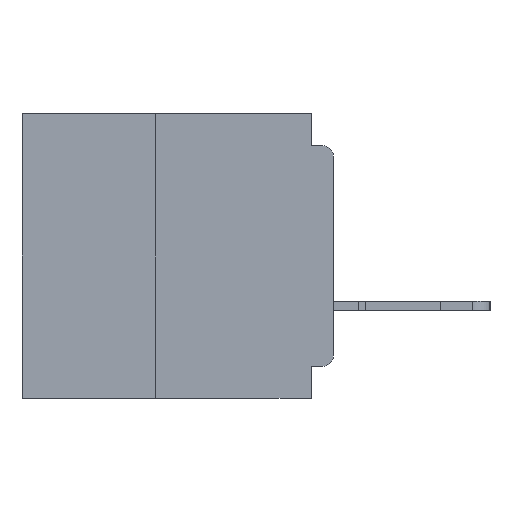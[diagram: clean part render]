
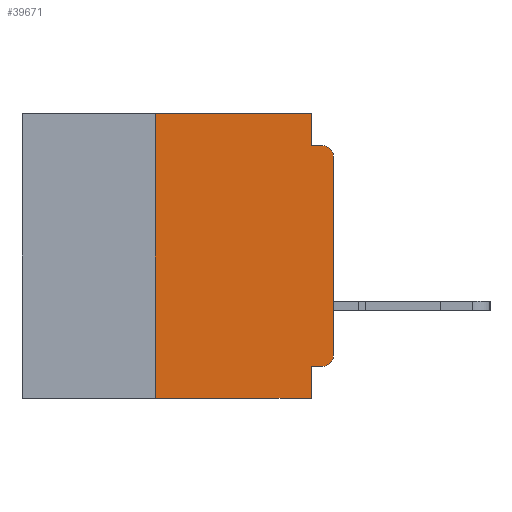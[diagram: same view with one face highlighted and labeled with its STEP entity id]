
A CAD part, left-side view. The second image highlights one B-rep face of the part: STEP entity #39671.
In plain terms, the highlighted planar face has unit normal (-1, 0, 0).
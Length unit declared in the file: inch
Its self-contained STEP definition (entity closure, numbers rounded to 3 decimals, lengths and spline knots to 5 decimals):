
#28 = FACE_OUTER_BOUND ( 'NONE', #20516, .T. ) ;
#395 = VECTOR ( 'NONE', #46865, 39.37008 ) ;
#1532 = PLANE ( 'NONE',  #26322 ) ;
#2709 = CARTESIAN_POINT ( 'NONE',  ( 0., 0.015, -0.355 ) ) ;
#3079 = CARTESIAN_POINT ( 'NONE',  ( 0., 0.25, -0.4 ) ) ;
#3205 = EDGE_CURVE ( 'NONE', #54959, #60447, #54574, .T. ) ;
#4567 = CARTESIAN_POINT ( 'NONE',  ( 0., 0., -0.34 ) ) ;
#4989 = EDGE_CURVE ( 'NONE', #41185, #54959, #62134, .T. ) ;
#5240 = CARTESIAN_POINT ( 'NONE',  ( 0., 0.031, -0.045 ) ) ;
#6591 = VECTOR ( 'NONE', #17738, 39.37008 ) ;
#7294 = EDGE_CURVE ( 'NONE', #25626, #61998, #24380, .T. ) ;
#8104 = ORIENTED_EDGE ( 'NONE', *, *, #28799, .T. ) ;
#8463 = CARTESIAN_POINT ( 'NONE',  ( 0., 0.031, -0.355 ) ) ;
#8763 = ORIENTED_EDGE ( 'NONE', *, *, #7294, .F. ) ;
#9429 = VECTOR ( 'NONE', #30376, 39.37008 ) ;
#10000 = VERTEX_POINT ( 'NONE', #4567 ) ;
#10258 = ORIENTED_EDGE ( 'NONE', *, *, #3205, .F. ) ;
#10415 = EDGE_CURVE ( 'NONE', #16546, #60447, #41998, .T. ) ;
#11041 = EDGE_CURVE ( 'NONE', #31692, #41185, #13223, .T. ) ;
#11203 = DIRECTION ( 'NONE',  ( 0., 0., -1. ) ) ;
#11644 = VECTOR ( 'NONE', #13014, 39.37008 ) ;
#12304 = CIRCLE ( 'NONE', #20581, 0.015 ) ;
#13014 = DIRECTION ( 'NONE',  ( 0., 1., 0. ) ) ;
#13223 = LINE ( 'NONE', #13343, #395 ) ;
#13343 = CARTESIAN_POINT ( 'NONE',  ( 0., 0.437, 0. ) ) ;
#13889 = VERTEX_POINT ( 'NONE', #60347 ) ;
#14095 = CARTESIAN_POINT ( 'NONE',  ( 0., 0.031, 0. ) ) ;
#16546 = VERTEX_POINT ( 'NONE', #37329 ) ;
#17577 = EDGE_CURVE ( 'NONE', #39154, #13889, #27788, .T. ) ;
#17738 = DIRECTION ( 'NONE',  ( 0., -1., 0. ) ) ;
#19606 = ORIENTED_EDGE ( 'NONE', *, *, #17577, .T. ) ;
#20516 = EDGE_LOOP ( 'NONE', ( #8104, #35986, #10258, #39984, #49415, #43945, #19606, #58523, #8763, #21679 ) ) ;
#20581 = AXIS2_PLACEMENT_3D ( 'NONE', #52058, #23328, #56823 ) ;
#21679 = ORIENTED_EDGE ( 'NONE', *, *, #25184, .T. ) ;
#22017 = DIRECTION ( 'NONE',  ( 0., 0., 1. ) ) ;
#23069 = CARTESIAN_POINT ( 'NONE',  ( 0., 0.015, -0.06 ) ) ;
#23321 = EDGE_CURVE ( 'NONE', #61998, #13889, #58912, .T. ) ;
#23328 = DIRECTION ( 'NONE',  ( -1., 0., 0. ) ) ;
#24380 = LINE ( 'NONE', #51165, #11644 ) ;
#25184 = EDGE_CURVE ( 'NONE', #25626, #10000, #12304, .T. ) ;
#25626 = VERTEX_POINT ( 'NONE', #2709 ) ;
#26016 = DIRECTION ( 'NONE',  ( 0., -1., 0. ) ) ;
#26322 = AXIS2_PLACEMENT_3D ( 'NONE', #35123, #39962, #11203 ) ;
#26973 = LINE ( 'NONE', #3079, #50987 ) ;
#27788 = LINE ( 'NONE', #54715, #40590 ) ;
#27876 = DIRECTION ( 'NONE',  ( 0., 0., -1. ) ) ;
#28799 = EDGE_CURVE ( 'NONE', #10000, #16546, #29813, .T. ) ;
#28880 = AXIS2_PLACEMENT_3D ( 'NONE', #23069, #56562, #27876 ) ;
#29813 = LINE ( 'NONE', #60294, #52301 ) ;
#30376 = DIRECTION ( 'NONE',  ( 0., 0., -1. ) ) ;
#31692 = VERTEX_POINT ( 'NONE', #38785 ) ;
#32705 = CARTESIAN_POINT ( 'NONE',  ( 0., 0.015, -0.045 ) ) ;
#35123 = CARTESIAN_POINT ( 'NONE',  ( 0., 0.437, 0. ) ) ;
#35986 = ORIENTED_EDGE ( 'NONE', *, *, #10415, .T. ) ;
#37329 = CARTESIAN_POINT ( 'NONE',  ( 0., 0., -0.06 ) ) ;
#38128 = CARTESIAN_POINT ( 'NONE',  ( 0., 0.031, 0. ) ) ;
#38785 = CARTESIAN_POINT ( 'NONE',  ( 0., 0.25, 0. ) ) ;
#39154 = VERTEX_POINT ( 'NONE', #41268 ) ;
#39671 = ADVANCED_FACE ( 'NONE', ( #28 ), #1532, .F. ) ;
#39962 = DIRECTION ( 'NONE',  ( 1., 0., 0. ) ) ;
#39984 = ORIENTED_EDGE ( 'NONE', *, *, #4989, .F. ) ;
#40590 = VECTOR ( 'NONE', #26016, 39.37008 ) ;
#41185 = VERTEX_POINT ( 'NONE', #38128 ) ;
#41268 = CARTESIAN_POINT ( 'NONE',  ( 0., 0.25, -0.4 ) ) ;
#41998 = CIRCLE ( 'NONE', #28880, 0.015 ) ;
#43945 = ORIENTED_EDGE ( 'NONE', *, *, #51399, .F. ) ;
#46407 = CARTESIAN_POINT ( 'NONE',  ( 0., 0., -0.045 ) ) ;
#46865 = DIRECTION ( 'NONE',  ( 0., -1., 0. ) ) ;
#49415 = ORIENTED_EDGE ( 'NONE', *, *, #11041, .F. ) ;
#49437 = VECTOR ( 'NONE', #62019, 39.37008 ) ;
#50987 = VECTOR ( 'NONE', #60484, 39.37008 ) ;
#51165 = CARTESIAN_POINT ( 'NONE',  ( 0., 0., -0.355 ) ) ;
#51399 = EDGE_CURVE ( 'NONE', #39154, #31692, #26973, .T. ) ;
#52058 = CARTESIAN_POINT ( 'NONE',  ( 0., 0.015, -0.34 ) ) ;
#52301 = VECTOR ( 'NONE', #22017, 39.37008 ) ;
#54574 = LINE ( 'NONE', #46407, #6591 ) ;
#54715 = CARTESIAN_POINT ( 'NONE',  ( 0., 0.437, -0.4 ) ) ;
#54959 = VERTEX_POINT ( 'NONE', #5240 ) ;
#56562 = DIRECTION ( 'NONE',  ( -1., 0., 0. ) ) ;
#56823 = DIRECTION ( 'NONE',  ( 0., 0., -1. ) ) ;
#58523 = ORIENTED_EDGE ( 'NONE', *, *, #23321, .F. ) ;
#58912 = LINE ( 'NONE', #59218, #9429 ) ;
#59218 = CARTESIAN_POINT ( 'NONE',  ( 0., 0.031, -0.4 ) ) ;
#60294 = CARTESIAN_POINT ( 'NONE',  ( 0., 0., 0. ) ) ;
#60347 = CARTESIAN_POINT ( 'NONE',  ( 0., 0.031, -0.4 ) ) ;
#60447 = VERTEX_POINT ( 'NONE', #32705 ) ;
#60484 = DIRECTION ( 'NONE',  ( 0., 0., 1. ) ) ;
#61998 = VERTEX_POINT ( 'NONE', #8463 ) ;
#62019 = DIRECTION ( 'NONE',  ( 0., 0., -1. ) ) ;
#62134 = LINE ( 'NONE', #14095, #49437 ) ;
